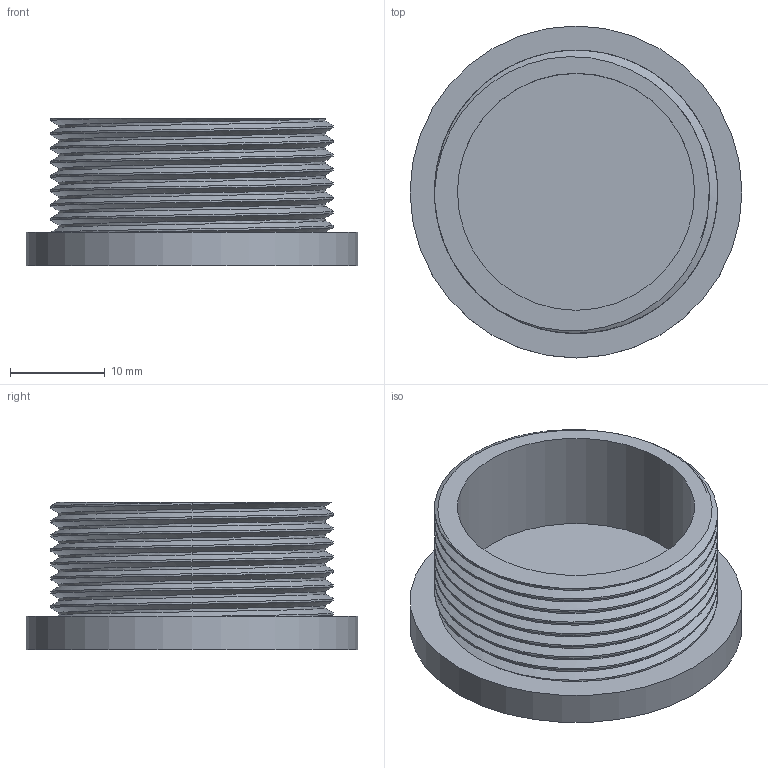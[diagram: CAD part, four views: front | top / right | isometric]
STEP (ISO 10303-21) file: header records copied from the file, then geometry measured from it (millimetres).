
FILE_DESCRIPTION(/* description */ (''),/* implementation_level */ '2;1');
FILE_NAME(/* name */ 'Bouchon .step',/* time_stamp */ '2021-07-14T22:37:11+02:00',/* author */ (''),/* organization */ (''),/* preprocessor_version */ 'ST-DEVELOPER v18.1',/* originating_system */ 'Autodesk Translation Framework v10.9.0.1377',/* authorisation */ '');
FILE_SCHEMA (('AUTOMOTIVE_DESIGN { 1 0 10303 214 3 1 1 }'));
Length unit declared in the file: millimetre
Products named in the file (1): Bouchon
Bounding box: 35 x 35 x 15.5 mm (x, y, z)
Volume: 5866.9 mm3; surface area: 4987 mm2
Topology: 1 solids, 1 shells, 26 faces, 66 edges, 44 vertices
Faces by surface type: cylinder 20, plane 4, bspline 2
Full cylindrical faces by diameter (mm): 25 x1, 28.132 x7, 29.85 x7, 35 x1
Entity records: 3030 total; most frequent: CARTESIAN_POINT 2442, ORIENTED_EDGE 132, DIRECTION 84, EDGE_CURVE 66, VERTEX_POINT 44, B_SPLINE_CURVE_WITH_KNOTS 40, AXIS2_PLACEMENT_3D 33, EDGE_LOOP 28
